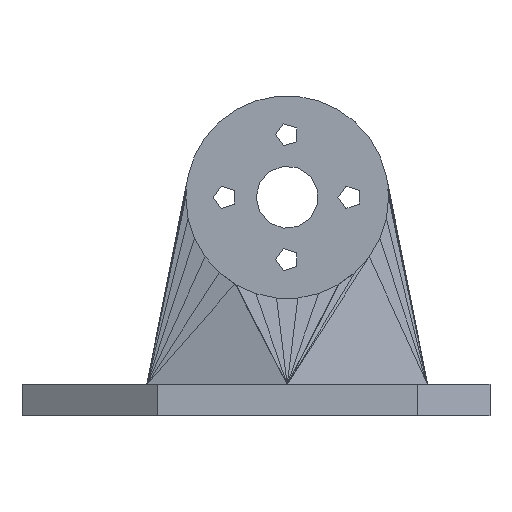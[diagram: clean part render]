
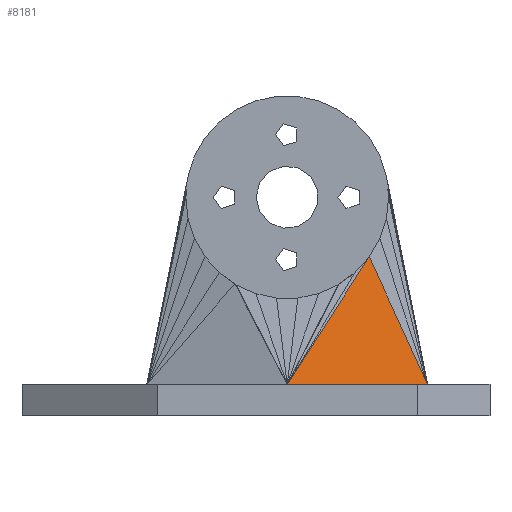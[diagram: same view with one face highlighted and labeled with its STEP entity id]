
A CAD part, front view. The second image highlights one B-rep face of the part: STEP entity #8181.
In plain terms, the highlighted planar face has unit normal (-0.267, 0.962, -0.053).
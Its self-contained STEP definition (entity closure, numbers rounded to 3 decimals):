
#293 = PLANE('',#294);
#294 = AXIS2_PLACEMENT_3D('',#295,#296,#297);
#295 = CARTESIAN_POINT('',(-34.,40.778,4.));
#296 = DIRECTION('',(0.,0.,-1.));
#297 = DIRECTION('',(-1.,0.,-0.));
#6680 = VERTEX_POINT('',#6681);
#6681 = CARTESIAN_POINT('',(0.,-31.,4.));
#6706 = EDGE_CURVE('',#6707,#6680,#6709,.T.);
#6707 = VERTEX_POINT('',#6708);
#6708 = CARTESIAN_POINT('',(18.,-26.,4.));
#6709 = SURFACE_CURVE('',#6710,(#6714,#6721),.PCURVE_S1.);
#6710 = LINE('',#6711,#6712);
#6711 = CARTESIAN_POINT('',(18.,-26.,4.));
#6712 = VECTOR('',#6713,1.);
#6713 = DIRECTION('',(-0.964,-0.268,0.));
#6714 = PCURVE('',#293,#6715);
#6715 = DEFINITIONAL_REPRESENTATION('',(#6716),#6720);
#6716 = LINE('',#6717,#6718);
#6717 = CARTESIAN_POINT('',(-52.,-66.778));
#6718 = VECTOR('',#6719,1.);
#6719 = DIRECTION('',(0.964,-0.268));
#6720 = ( GEOMETRIC_REPRESENTATION_CONTEXT(2) 
PARAMETRIC_REPRESENTATION_CONTEXT() REPRESENTATION_CONTEXT('2D SPACE',''
  ) );
#6721 = PCURVE('',#6722,#6727);
#6722 = PLANE('',#6723);
#6723 = AXIS2_PLACEMENT_3D('',#6724,#6725,#6726);
#6724 = CARTESIAN_POINT('',(9.365,-28.094,
    9.476));
#6725 = DIRECTION('',(-0.267,0.962,-0.053)
  );
#6726 = DIRECTION('',(0.964,0.268,0.)
  );
#6727 = DEFINITIONAL_REPRESENTATION('',(#6728),#6731);
#6728 = B_SPLINE_CURVE_WITH_KNOTS('',1,(#6729,#6730),.UNSPECIFIED.,.F.,
  .F.,(2,2),(0.,18.681),.PIECEWISE_BEZIER_KNOTS.);
#6729 = CARTESIAN_POINT('',(8.88,5.484));
#6730 = CARTESIAN_POINT('',(-9.801,5.484));
#6731 = ( GEOMETRIC_REPRESENTATION_CONTEXT(2) 
PARAMETRIC_REPRESENTATION_CONTEXT() REPRESENTATION_CONTEXT('2D SPACE',''
  ) );
#8170 = PLANE('',#8171);
#8171 = AXIS2_PLACEMENT_3D('',#8172,#8173,#8174);
#8172 = CARTESIAN_POINT('',(5.173,-29.105,
    12.248));
#8173 = DIRECTION('',(0.267,-0.962,0.053)
  );
#8174 = DIRECTION('',(-0.963,-0.268,0.
    ));
#8181 = ADVANCED_FACE('',(#8182),#6722,.T.);
#8182 = FACE_BOUND('',#8183,.F.);
#8183 = EDGE_LOOP('',(#8184,#8185,#8212));
#8184 = ORIENTED_EDGE('',*,*,#6706,.F.);
#8185 = ORIENTED_EDGE('',*,*,#8186,.F.);
#8186 = EDGE_CURVE('',#8187,#6707,#8189,.T.);
#8187 = VERTEX_POINT('',#8188);
#8188 = CARTESIAN_POINT('',(10.517,-27.17,
    20.359));
#8189 = SURFACE_CURVE('',#8190,(#8194,#8200),.PCURVE_S1.);
#8190 = LINE('',#8191,#8192);
#8191 = CARTESIAN_POINT('',(10.517,-27.17,
    20.359));
#8192 = VECTOR('',#8193,1.);
#8193 = DIRECTION('',(0.415,0.065,-0.907)
  );
#8194 = PCURVE('',#6722,#8195);
#8195 = DEFINITIONAL_REPRESENTATION('',(#8196),#8199);
#8196 = B_SPLINE_CURVE_WITH_KNOTS('',1,(#8197,#8198),.UNSPECIFIED.,.F.,
  .F.,(2,2),(0.,18.027),.PIECEWISE_BEZIER_KNOTS.);
#8197 = CARTESIAN_POINT('',(1.358,-10.898));
#8198 = CARTESIAN_POINT('',(8.88,5.484));
#8199 = ( GEOMETRIC_REPRESENTATION_CONTEXT(2) 
PARAMETRIC_REPRESENTATION_CONTEXT() REPRESENTATION_CONTEXT('2D SPACE',''
  ) );
#8200 = PCURVE('',#8201,#8206);
#8201 = PLANE('',#8202);
#8202 = AXIS2_PLACEMENT_3D('',#8203,#8204,#8205);
#8203 = CARTESIAN_POINT('',(14.38,-26.484,
    13.391));
#8204 = DIRECTION('',(-0.267,0.962,-0.053)
  );
#8205 = DIRECTION('',(0.964,0.268,0.)
  );
#8206 = DEFINITIONAL_REPRESENTATION('',(#8207),#8211);
#8207 = LINE('',#8208,#8209);
#8208 = CARTESIAN_POINT('',(-3.906,-6.978));
#8209 = VECTOR('',#8210,1.);
#8210 = DIRECTION('',(0.417,0.909));
#8211 = ( GEOMETRIC_REPRESENTATION_CONTEXT(2) 
PARAMETRIC_REPRESENTATION_CONTEXT() REPRESENTATION_CONTEXT('2D SPACE',''
  ) );
#8212 = ORIENTED_EDGE('',*,*,#8213,.T.);
#8213 = EDGE_CURVE('',#8187,#6680,#8214,.T.);
#8214 = SURFACE_CURVE('',#8215,(#8219,#8226),.PCURVE_S1.);
#8215 = LINE('',#8216,#8217);
#8216 = CARTESIAN_POINT('',(10.517,-27.17,
    20.359));
#8217 = VECTOR('',#8218,1.);
#8218 = DIRECTION('',(-0.531,-0.193,-0.825));
#8219 = PCURVE('',#6722,#8220);
#8220 = DEFINITIONAL_REPRESENTATION('',(#8221),#8225);
#8221 = LINE('',#8222,#8223);
#8222 = CARTESIAN_POINT('',(1.358,-10.898));
#8223 = VECTOR('',#8224,1.);
#8224 = DIRECTION('',(-0.563,0.826));
#8225 = ( GEOMETRIC_REPRESENTATION_CONTEXT(2) 
PARAMETRIC_REPRESENTATION_CONTEXT() REPRESENTATION_CONTEXT('2D SPACE',''
  ) );
#8226 = PCURVE('',#8170,#8227);
#8227 = DEFINITIONAL_REPRESENTATION('',(#8228),#8231);
#8228 = B_SPLINE_CURVE_WITH_KNOTS('',1,(#8229,#8230),.UNSPECIFIED.,.F.,
  .F.,(2,2),(0.,19.821),.PIECEWISE_BEZIER_KNOTS.);
#8229 = CARTESIAN_POINT('',(-5.667,-8.122));
#8230 = CARTESIAN_POINT('',(5.491,8.26));
#8231 = ( GEOMETRIC_REPRESENTATION_CONTEXT(2) 
PARAMETRIC_REPRESENTATION_CONTEXT() REPRESENTATION_CONTEXT('2D SPACE',''
  ) );
